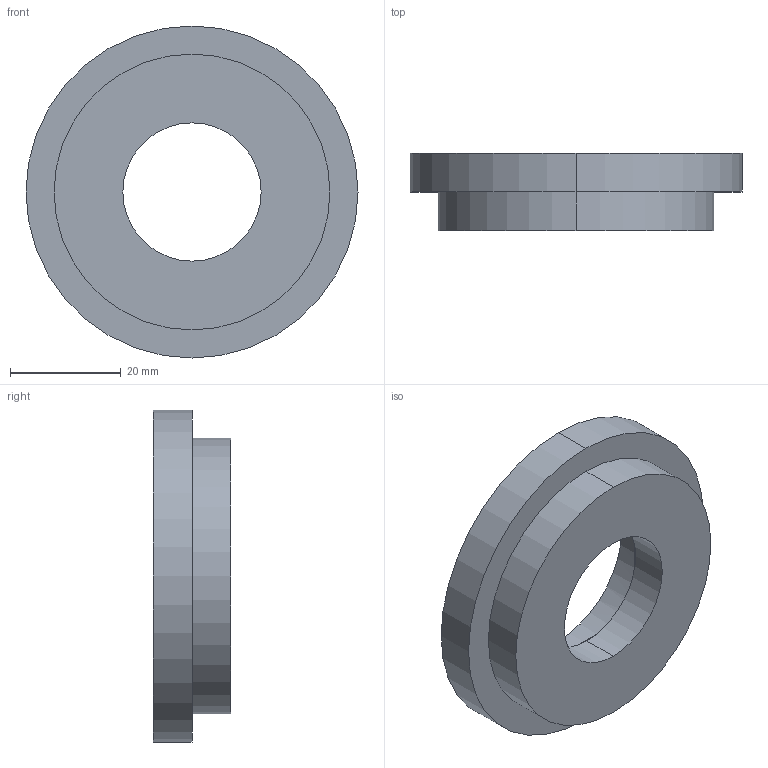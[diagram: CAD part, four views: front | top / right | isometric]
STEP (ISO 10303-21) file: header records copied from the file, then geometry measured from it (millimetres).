
FILE_DESCRIPTION (( 'STEP AP214' ), '1' );
FILE_NAME ('19-1 Output A.STEP', '2025-08-22T18:14:39', ( '' ), ( '' ), 'SwSTEP 2.0', 'SolidWorks 2024', '' );
FILE_SCHEMA (( 'AUTOMOTIVE_DESIGN' ));
Length unit declared in the file: millimetre
Products named in the file (1): 19-1 Output A
Bounding box: 60 x 14 x 60 mm (x, y, z)
Volume: 23604.8 mm3; surface area: 8860 mm2
Topology: 1 solids, 1 shells, 47 faces, 102 edges, 64 vertices
Faces by surface type: plane 21, cylinder 20, cone 6
Entity records: 1323 total; most frequent: DIRECTION 254, CARTESIAN_POINT 214, ORIENTED_EDGE 204, AXIS2_PLACEMENT_3D 104, EDGE_CURVE 102, VERTEX_POINT 64, CIRCLE 56, EDGE_LOOP 56
